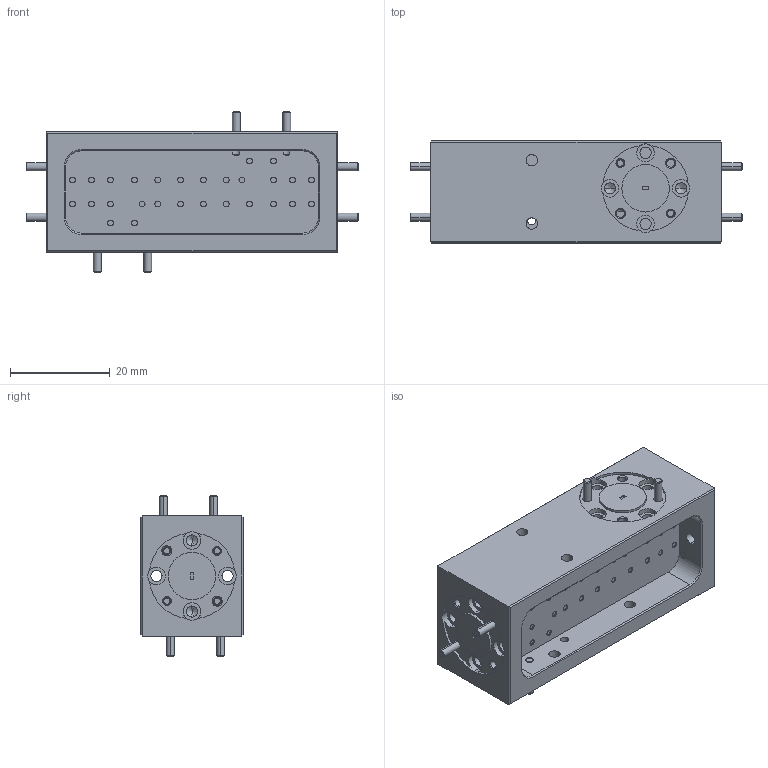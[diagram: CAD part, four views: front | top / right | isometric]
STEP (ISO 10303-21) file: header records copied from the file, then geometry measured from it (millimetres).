
FILE_DESCRIPTION (( 'STEP AP203' ), '1' );
FILE_NAME ('WD-DB-G-A.STEP', '2023-03-03T22:44:05', ( '' ), ( '' ), 'SwSTEP 2.0', 'SolidWorks 2021', '' );
FILE_SCHEMA (( 'CONFIG_CONTROL_DESIGN' ));
Length unit declared in the file: inch
Products named in the file (1): WD-DB-G-A
Bounding box: 66.67 x 20.51 x 32.38 mm (x, y, z)
Volume: 16876.8 mm3; surface area: 10529.3 mm2
Topology: 53 solids, 53 shells, 1650 faces, 3340 edges, 1952 vertices
Faces by surface type: plane 604, cone 574, cylinder 472
Entity records: 43773 total; most frequent: CARTESIAN_POINT 8801, DIRECTION 7836, ORIENTED_EDGE 6648, EDGE_CURVE 3324, AXIS2_PLACEMENT_3D 3191, VERTEX_POINT 1952, EDGE_LOOP 1878, ADVANCED_FACE 1650
